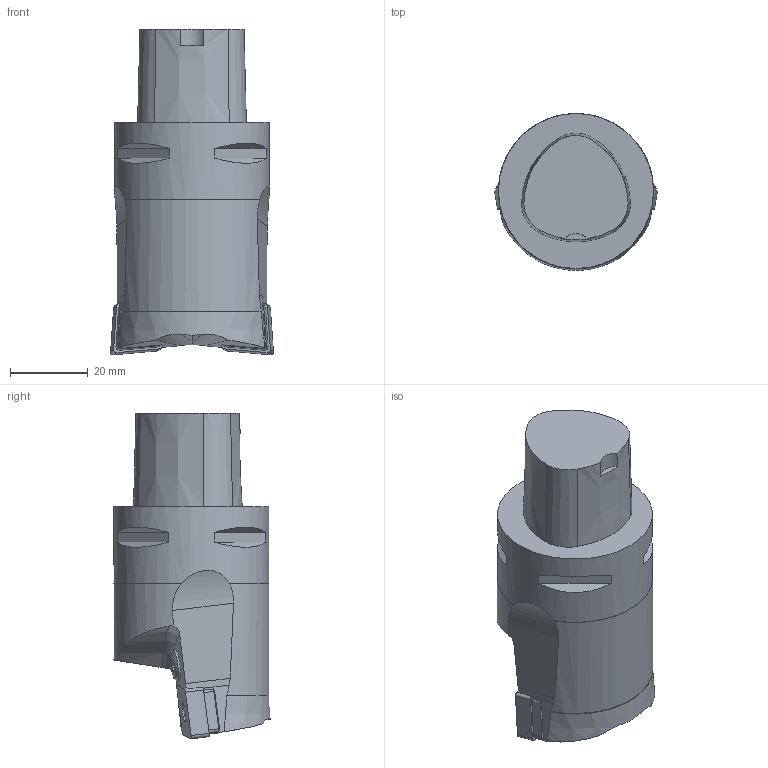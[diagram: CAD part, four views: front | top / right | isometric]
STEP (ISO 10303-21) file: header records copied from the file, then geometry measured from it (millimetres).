
FILE_DESCRIPTION(/* description */ (''),/* implementation_level */ '2;1');
FILE_NAME(/* name */ '1525872524546.stp',/* time_stamp */ '2018-05-09T15:28:58+02:00',/* author */ (''),/* organization */ ('SMS'),/* preprocessor_version */ 'ST-DEVELOPER v15',/* originating_system */ 'SIEMENS PLM Software NX 8.5',/* authorisation */ '');
FILE_SCHEMA (('AUTOMOTIVE_DESIGN { 1 0 10303 214 3 1 1 1 }'));
Length unit declared in the file: millimetre
Products named in the file (4): ASSEMBLY_CONSTRUCTION; IsoTurningInsert; 201643259mod000_00; 201647001mod000_00
Assembly tree (4 placements, depth 2):
  201647001mod000_00
    201643259mod000_00
    IsoTurningInsert  x2
    ASSEMBLY_CONSTRUCTION
Bounding box: 42 x 40.45 x 84 mm (x, y, z)
Volume: 74338.2 mm3; surface area: 12806 mm2
Topology: 3 solids, 3 shells, 146 faces, 346 edges, 232 vertices
Faces by surface type: plane 75, cylinder 37, cone 31, torus 3
Full cylindrical faces by diameter (mm): 5.156 x4, 8 x2, 40 x1
Entity records: 4225 total; most frequent: CARTESIAN_POINT 970, DIRECTION 665, ORIENTED_EDGE 608, EDGE_CURVE 304, AXIS2_PLACEMENT_3D 261, VERTEX_POINT 196, EDGE_LOOP 160, LINE 143
